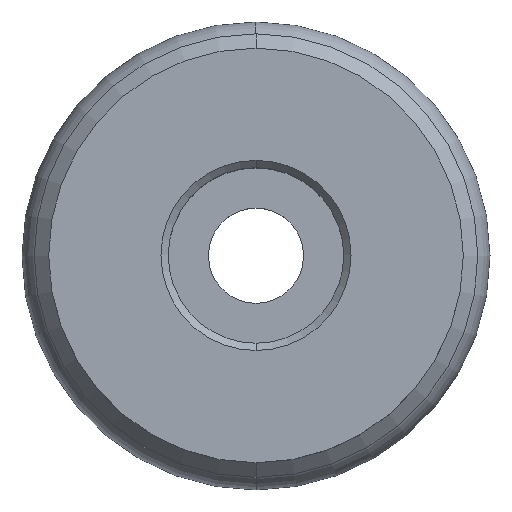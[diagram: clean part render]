
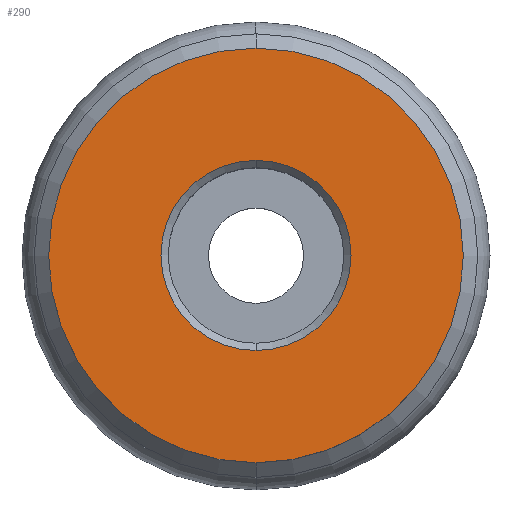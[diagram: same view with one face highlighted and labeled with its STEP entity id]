
A CAD part, top view. The second image highlights one B-rep face of the part: STEP entity #290.
In plain terms, the highlighted planar face has unit normal (0, 0, 1).
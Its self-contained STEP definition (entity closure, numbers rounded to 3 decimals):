
#188=EDGE_CURVE('',#362,#346,#439,.T.);
#242=VERTEX_POINT('',#500);
#254=EDGE_CURVE('',#346,#362,#513,.T.);
#266=EDGE_CURVE('',#274,#242,#526,.T.);
#274=VERTEX_POINT('',#536);
#290=ADVANCED_FACE('',(#554,#555),#556,.T.);
#320=EDGE_CURVE('',#242,#274,#590,.T.);
#346=VERTEX_POINT('',#618);
#362=VERTEX_POINT('',#637);
#439=CIRCLE('',#720,22.5);
#500=CARTESIAN_POINT('',(0.0,10.319,0.0));
#513=CIRCLE('',#820,22.5);
#526=CIRCLE('',#835,10.319);
#536=CARTESIAN_POINT('',(0.,-10.319,0.0));
#554=FACE_BOUND('',#868,.T.);
#555=FACE_OUTER_BOUND('',#869,.T.);
#556=PLANE('',#870);
#590=CIRCLE('',#910,10.319);
#618=CARTESIAN_POINT('',(0.,-22.5,0.0));
#637=CARTESIAN_POINT('',(0.0,22.5,0.0));
#720=AXIS2_PLACEMENT_3D('',#1046,#1047,#1048);
#820=AXIS2_PLACEMENT_3D('',#1153,#1154,#1155);
#835=AXIS2_PLACEMENT_3D('',#1167,#1168,#1169);
#868=EDGE_LOOP('',(#1217,#1218));
#869=EDGE_LOOP('',(#1219,#1220));
#870=AXIS2_PLACEMENT_3D('',#1221,#1222,#1223);
#910=AXIS2_PLACEMENT_3D('',#1266,#1267,#1268);
#1046=CARTESIAN_POINT('',(0.0,0.0,0.0));
#1047=DIRECTION('',(0.0,0.0,-1.0));
#1048=DIRECTION('',(0.0,1.0,0.0));
#1153=CARTESIAN_POINT('',(0.0,0.0,0.0));
#1154=DIRECTION('',(0.0,0.0,-1.0));
#1155=DIRECTION('',(0.0,1.0,0.0));
#1167=CARTESIAN_POINT('',(0.0,0.0,0.0));
#1168=DIRECTION('',(-0.0,0.0,-1.0));
#1169=DIRECTION('',(0.0,1.0,0.0));
#1217=ORIENTED_EDGE('',*,*,#320,.T.);
#1218=ORIENTED_EDGE('',*,*,#266,.T.);
#1219=ORIENTED_EDGE('',*,*,#188,.F.);
#1220=ORIENTED_EDGE('',*,*,#254,.F.);
#1221=CARTESIAN_POINT('',(0.0,11.25,0.0));
#1222=DIRECTION('',(-0.0,0.0,1.0));
#1223=DIRECTION('',(0.0,-1.0,0.0));
#1266=CARTESIAN_POINT('',(0.0,0.0,0.0));
#1267=DIRECTION('',(-0.0,0.0,-1.0));
#1268=DIRECTION('',(0.0,1.0,0.0));
